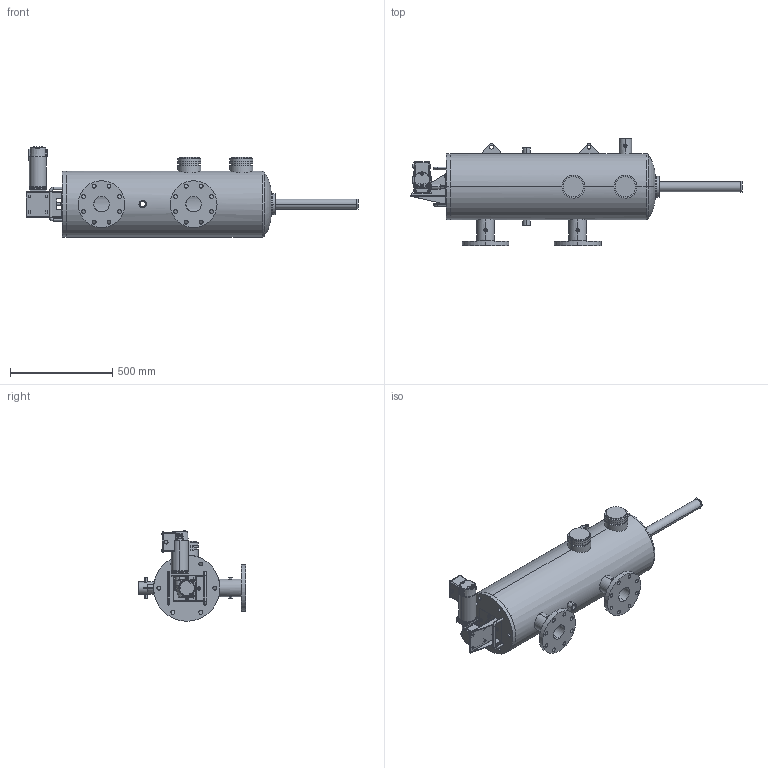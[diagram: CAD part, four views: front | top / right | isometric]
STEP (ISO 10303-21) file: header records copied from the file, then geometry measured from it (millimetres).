
FILE_DESCRIPTION (( 'STEP AP203' ), '1' );
FILE_NAME ('A4-180-LP.STEP', '2020-09-23T11:10:47', ( '' ), ( '' ), 'SwSTEP 2.0', 'SolidWorks 2018', '' );
FILE_SCHEMA (( 'CONFIG_CONTROL_DESIGN' ));
Length unit declared in the file: millimetre
Products named in the file (8): Washdown mounting bracket; simp2; simp; A4-180 for LP; Washdown drive shaft; reduced size motor; A4-180-LP; Motor assem
Assembly tree (13 placements, depth 3):
  A4-180-LP
    A4-180 for LP
    Motor assem
      Washdown drive shaft
      Washdown mounting bracket
      reduced size motor
      simp  x4
      simp2  x4
Bounding box: 1622.87 x 527.3 x 442.52 mm (x, y, z)
Volume: 12227634.6 mm3; surface area: 3253800.6 mm2
Topology: 24 solids, 24 shells, 1028 faces, 2613 edges, 1682 vertices
Faces by surface type: plane 505, cylinder 376, torus 64, bspline 58, cone 21, sphere 4
Entity records: 36273 total; most frequent: CARTESIAN_POINT 12842, ORIENTED_EDGE 4746, DIRECTION 4558, EDGE_CURVE 2373, AXIS2_PLACEMENT_3D 1646, VERTEX_POINT 1526, LINE 1266, VECTOR 1266
